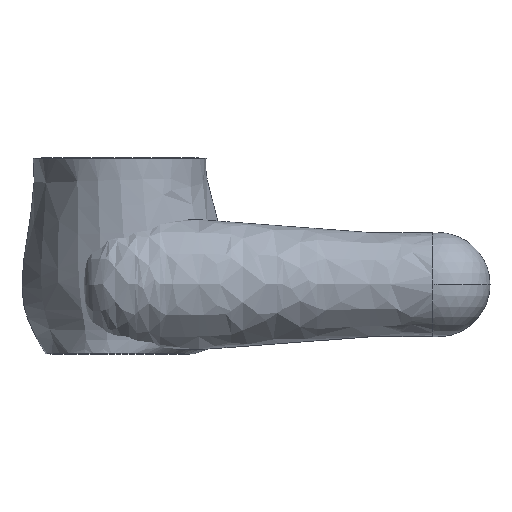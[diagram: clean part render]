
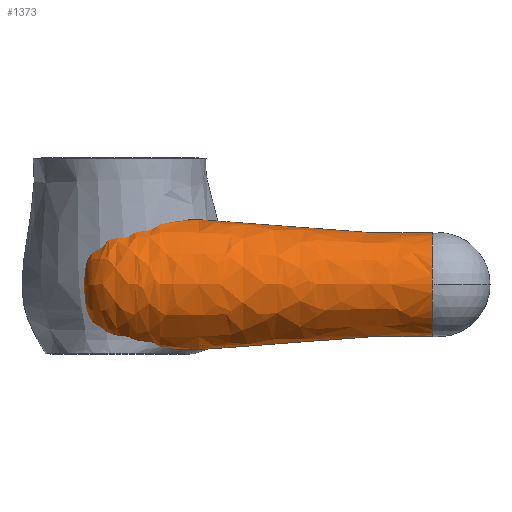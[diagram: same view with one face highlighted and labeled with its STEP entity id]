
A CAD part, top view. The second image highlights one B-rep face of the part: STEP entity #1373.
In plain terms, the highlighted free-form (B-spline) face has degree [3, 3] with [4, 4] control points.
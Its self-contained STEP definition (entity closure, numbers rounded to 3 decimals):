
#3 = CARTESIAN_POINT ( 'NONE',  ( -40.06, -153.878, 90. ) ) ;
#45 = CARTESIAN_POINT ( 'NONE',  ( -40.06, -153.878, 90. ) ) ;
#53 = CARTESIAN_POINT ( 'NONE',  ( 379.94, -91.171, 90. ) ) ;
#140 = CARTESIAN_POINT ( 'NONE',  ( -40.06, -153.878, 90. ) ) ;
#162 = EDGE_LOOP ( 'NONE', ( #461, #1037, #805, #814 ) ) ;
#171 = CARTESIAN_POINT ( 'NONE',  ( -74.958, -290.155, 90. ) ) ;
#176 = CARTESIAN_POINT ( 'NONE',  ( -74.958, -290.155, 90. ) ) ;
#288 = CARTESIAN_POINT ( 'NONE',  ( -74.958, -17.601, 362.554 ) ) ;
#412 = CARTESIAN_POINT ( 'NONE',  ( 187.103, -208.119, 90. ) ) ;
#458 = EDGE_CURVE ( 'NONE', #1379, #797, #510, .T. ) ;
#461 = ORIENTED_EDGE ( 'NONE', *, *, #1096, .F. ) ;
#510 = CIRCLE ( 'NONE', #530, 62.707 ) ;
#526 =( BOUNDED_SURFACE ( )  B_SPLINE_SURFACE ( 3, 3, ( 
 ( #1468, #758, #45, #872 ),
 ( #171, #991, #288, #1119 ),
 ( #412, #1226, #537, #1346 ),
 ( #652, #1476, #761, #53 ) ),
 .UNSPECIFIED., .F., .F., .T. ) 
 B_SPLINE_SURFACE_WITH_KNOTS ( ( 4, 4 ),
 ( 4, 4 ),
 ( 0., 1. ),
 ( 0., 1. ),
 .UNSPECIFIED. ) 
 GEOMETRIC_REPRESENTATION_ITEM ( )  RATIONAL_B_SPLINE_SURFACE ( (
 ( 1., 0.333, 0.333, 1.),
 ( 1., 0.333, 0.333, 1.),
 ( 1., 0.333, 0.333, 1.),
 ( 1., 0.333, 0.333, 1.) ) ) 
 REPRESENTATION_ITEM ( '' )  SURFACE ( )  );
#530 = AXIS2_PLACEMENT_3D ( 'NONE', #868, #862, #860 ) ;
#531 = CARTESIAN_POINT ( 'NONE',  ( 379.94, -153.878, 152.707 ) ) ;
#537 = CARTESIAN_POINT ( 'NONE',  ( 187.103, -99.636, 198.482 ) ) ;
#541 = EDGE_CURVE ( 'NONE', #613, #1379, #1093, .T. ) ;
#597 = CARTESIAN_POINT ( 'NONE',  ( 379.94, -91.171, 90. ) ) ;
#613 = VERTEX_POINT ( 'NONE', #902 ) ;
#640 = CARTESIAN_POINT ( 'NONE',  ( 187.103, -99.636, 90. ) ) ;
#652 = CARTESIAN_POINT ( 'NONE',  ( 379.94, -216.585, 90. ) ) ;
#663 = B_SPLINE_CURVE_WITH_KNOTS ( 'NONE', 3,
 ( #3, #176, #1486, #1465 ),
 .UNSPECIFIED., .F., .F.,
 ( 4, 4 ),
 ( 0., 1. ),
 .UNSPECIFIED. ) ;
#672 = CARTESIAN_POINT ( 'NONE',  ( 379.94, -91.171, 90. ) ) ;
#740 = FACE_OUTER_BOUND ( 'NONE', #162, .T. ) ;
#758 = CARTESIAN_POINT ( 'NONE',  ( -40.06, -153.878, 90. ) ) ;
#761 = CARTESIAN_POINT ( 'NONE',  ( 379.94, -91.171, 215.414 ) ) ;
#797 = VERTEX_POINT ( 'NONE', #672 ) ;
#805 = ORIENTED_EDGE ( 'NONE', *, *, #541, .T. ) ;
#814 = ORIENTED_EDGE ( 'NONE', *, *, #458, .T. ) ;
#816 = DIRECTION ( 'NONE',  ( 0., 0., 1. ) ) ;
#821 = DIRECTION ( 'NONE',  ( -1., 0., 0. ) ) ;
#822 = CARTESIAN_POINT ( 'NONE',  ( 379.94, -153.878, 90. ) ) ;
#860 = DIRECTION ( 'NONE',  ( 0., 0., 1. ) ) ;
#862 = DIRECTION ( 'NONE',  ( -1., 0., 0. ) ) ;
#868 = CARTESIAN_POINT ( 'NONE',  ( 379.94, -153.878, 90. ) ) ;
#872 = CARTESIAN_POINT ( 'NONE',  ( -40.06, -153.878, 90. ) ) ;
#902 = CARTESIAN_POINT ( 'NONE',  ( 379.94, -216.585, 90. ) ) ;
#991 = CARTESIAN_POINT ( 'NONE',  ( -74.958, -290.155, 362.554 ) ) ;
#1034 = EDGE_CURVE ( 'NONE', #1298, #613, #663, .T. ) ;
#1037 = ORIENTED_EDGE ( 'NONE', *, *, #1034, .T. ) ;
#1093 = CIRCLE ( 'NONE', #1534, 62.707 ) ;
#1096 = EDGE_CURVE ( 'NONE', #1298, #797, #1362, .T. ) ;
#1119 = CARTESIAN_POINT ( 'NONE',  ( -74.958, -17.601, 90. ) ) ;
#1220 = CARTESIAN_POINT ( 'NONE',  ( -40.06, -153.878, 90. ) ) ;
#1226 = CARTESIAN_POINT ( 'NONE',  ( 187.103, -208.119, 198.482 ) ) ;
#1298 = VERTEX_POINT ( 'NONE', #1220 ) ;
#1299 = CARTESIAN_POINT ( 'NONE',  ( -74.958, -17.601, 90. ) ) ;
#1346 = CARTESIAN_POINT ( 'NONE',  ( 187.103, -99.636, 90. ) ) ;
#1362 = B_SPLINE_CURVE_WITH_KNOTS ( 'NONE', 3,
 ( #140, #1299, #640, #597 ),
 .UNSPECIFIED., .F., .F.,
 ( 4, 4 ),
 ( 0., 1. ),
 .UNSPECIFIED. ) ;
#1373 = ADVANCED_FACE ( 'NONE', ( #740 ), #526, .T. ) ;
#1379 = VERTEX_POINT ( 'NONE', #531 ) ;
#1465 = CARTESIAN_POINT ( 'NONE',  ( 379.94, -216.585, 90. ) ) ;
#1468 = CARTESIAN_POINT ( 'NONE',  ( -40.06, -153.878, 90. ) ) ;
#1476 = CARTESIAN_POINT ( 'NONE',  ( 379.94, -216.585, 215.414 ) ) ;
#1486 = CARTESIAN_POINT ( 'NONE',  ( 187.103, -208.119, 90. ) ) ;
#1534 = AXIS2_PLACEMENT_3D ( 'NONE', #822, #821, #816 ) ;
